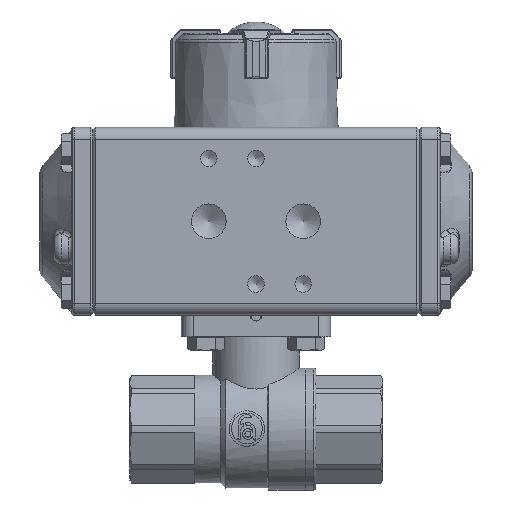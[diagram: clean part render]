
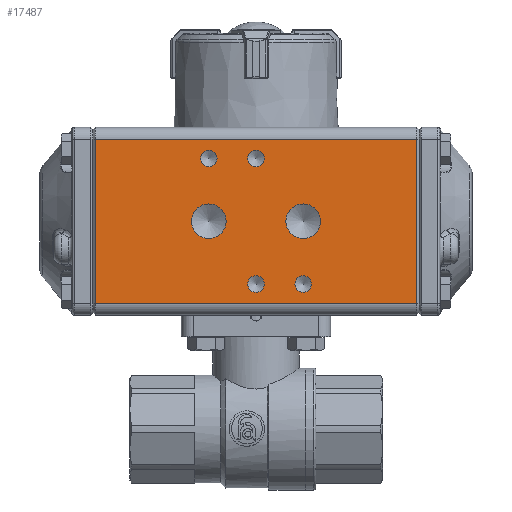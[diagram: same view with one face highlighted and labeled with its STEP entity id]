
A CAD part, front view. The second image highlights one B-rep face of the part: STEP entity #17487.
In plain terms, the highlighted face is planar.
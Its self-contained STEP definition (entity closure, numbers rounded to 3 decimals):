
#745=LINE('',#29505,#1614);
#746=LINE('',#29511,#1615);
#747=LINE('',#29514,#1616);
#748=LINE('',#29515,#1617);
#1614=VECTOR('',#22171,1000.);
#1615=VECTOR('',#22178,1000.);
#1616=VECTOR('',#22179,1000.);
#1617=VECTOR('',#22180,1000.);
#2741=PLANE('',#19057);
#5136=ORIENTED_EDGE('',*,*,#8866,.F.);
#5137=ORIENTED_EDGE('',*,*,#8867,.T.);
#5138=ORIENTED_EDGE('',*,*,#8863,.T.);
#5139=ORIENTED_EDGE('',*,*,#8868,.T.);
#5140=ORIENTED_EDGE('',*,*,#8681,.F.);
#5141=ORIENTED_EDGE('',*,*,#8683,.F.);
#5142=ORIENTED_EDGE('',*,*,#8685,.F.);
#5143=ORIENTED_EDGE('',*,*,#8687,.F.);
#5144=ORIENTED_EDGE('',*,*,#8689,.F.);
#5145=ORIENTED_EDGE('',*,*,#8691,.F.);
#8681=EDGE_CURVE('',#10746,#10746,#11939,.T.);
#8683=EDGE_CURVE('',#10749,#10749,#11941,.T.);
#8685=EDGE_CURVE('',#10752,#10752,#11943,.T.);
#8687=EDGE_CURVE('',#10755,#10755,#11945,.T.);
#8689=EDGE_CURVE('',#10758,#10758,#11947,.T.);
#8691=EDGE_CURVE('',#10761,#10761,#11949,.T.);
#8863=EDGE_CURVE('',#10886,#10887,#745,.T.);
#8866=EDGE_CURVE('',#10888,#10889,#746,.T.);
#8867=EDGE_CURVE('',#10888,#10886,#747,.T.);
#8868=EDGE_CURVE('',#10887,#10889,#748,.T.);
#10746=VERTEX_POINT('',#28879);
#10749=VERTEX_POINT('',#28886);
#10752=VERTEX_POINT('',#28893);
#10755=VERTEX_POINT('',#28900);
#10758=VERTEX_POINT('',#28907);
#10761=VERTEX_POINT('',#28914);
#10886=VERTEX_POINT('',#29506);
#10887=VERTEX_POINT('',#29507);
#10888=VERTEX_POINT('',#29512);
#10889=VERTEX_POINT('',#29513);
#11939=CIRCLE('',#18942,2.1);
#11941=CIRCLE('',#18946,2.1);
#11943=CIRCLE('',#18950,2.1);
#11945=CIRCLE('',#18954,2.1);
#11947=CIRCLE('',#18958,4.4);
#11949=CIRCLE('',#18962,4.4);
#13064=EDGE_LOOP('',(#5136,#5137,#5138,#5139));
#13065=EDGE_LOOP('',(#5140));
#13066=EDGE_LOOP('',(#5141));
#13067=EDGE_LOOP('',(#5142));
#13068=EDGE_LOOP('',(#5143));
#13069=EDGE_LOOP('',(#5144));
#13070=EDGE_LOOP('',(#5145));
#14392=FACE_BOUND('',#13064,.T.);
#14393=FACE_BOUND('',#13065,.T.);
#14394=FACE_BOUND('',#13066,.T.);
#14395=FACE_BOUND('',#13067,.T.);
#14396=FACE_BOUND('',#13068,.T.);
#14397=FACE_BOUND('',#13069,.T.);
#14398=FACE_BOUND('',#13070,.T.);
#17487=ADVANCED_FACE('',(#14392,#14393,#14394,#14395,#14396,#14397,#14398),
#2741,.F.);
#18942=AXIS2_PLACEMENT_3D('',#28878,#21870,#21871);
#18946=AXIS2_PLACEMENT_3D('',#28885,#21878,#21879);
#18950=AXIS2_PLACEMENT_3D('',#28892,#21886,#21887);
#18954=AXIS2_PLACEMENT_3D('',#28899,#21894,#21895);
#18958=AXIS2_PLACEMENT_3D('',#28906,#21902,#21903);
#18962=AXIS2_PLACEMENT_3D('',#28913,#21910,#21911);
#19057=AXIS2_PLACEMENT_3D('',#29510,#22176,#22177);
#21870=DIRECTION('',(-1.,0.,0.));
#21871=DIRECTION('',(0.,0.,1.));
#21878=DIRECTION('',(-1.,0.,0.));
#21879=DIRECTION('',(0.,0.,1.));
#21886=DIRECTION('',(-1.,0.,0.));
#21887=DIRECTION('',(0.,0.,1.));
#21894=DIRECTION('',(-1.,0.,0.));
#21895=DIRECTION('',(0.,0.,1.));
#21902=DIRECTION('',(-1.,0.,0.));
#21903=DIRECTION('',(0.,0.,1.));
#21910=DIRECTION('',(-1.,0.,0.));
#21911=DIRECTION('',(0.,0.,1.));
#22171=DIRECTION('',(0.,0.,-1.));
#22176=DIRECTION('',(1.,0.,0.));
#22177=DIRECTION('',(0.,1.,0.));
#22178=DIRECTION('',(0.,0.,-1.));
#22179=DIRECTION('',(0.,1.,0.));
#22180=DIRECTION('',(0.,-1.,0.));
#28878=CARTESIAN_POINT('',(-29.9,-16.,0.));
#28879=CARTESIAN_POINT('',(-29.9,-16.,2.1));
#28885=CARTESIAN_POINT('',(-29.9,16.,0.));
#28886=CARTESIAN_POINT('',(-29.9,16.,2.1));
#28892=CARTESIAN_POINT('',(-29.9,16.,-12.));
#28893=CARTESIAN_POINT('',(-29.9,16.,-9.9));
#28899=CARTESIAN_POINT('',(-29.9,-16.,12.));
#28900=CARTESIAN_POINT('',(-29.9,-16.,14.1));
#28906=CARTESIAN_POINT('',(-29.9,0.,-12.));
#28907=CARTESIAN_POINT('',(-29.9,0.,-7.6));
#28913=CARTESIAN_POINT('',(-29.9,0.,12.));
#28914=CARTESIAN_POINT('',(-29.9,0.,16.4));
#29505=CARTESIAN_POINT('',(-29.9,20.9,41.5));
#29506=CARTESIAN_POINT('',(-29.9,20.9,40.9));
#29507=CARTESIAN_POINT('',(-29.9,20.9,-40.9));
#29510=CARTESIAN_POINT('',(-29.9,20.9,41.5));
#29511=CARTESIAN_POINT('',(-29.9,-20.9,41.5));
#29512=CARTESIAN_POINT('',(-29.9,-20.9,40.9));
#29513=CARTESIAN_POINT('',(-29.9,-20.9,-40.9));
#29514=CARTESIAN_POINT('',(-29.9,20.9,40.9));
#29515=CARTESIAN_POINT('',(-29.9,20.9,-40.9));
